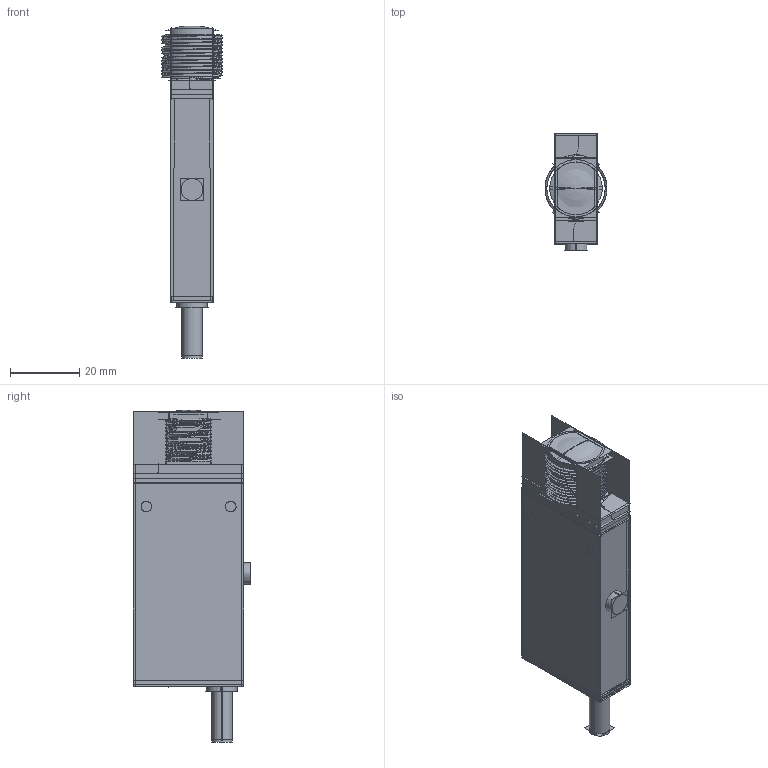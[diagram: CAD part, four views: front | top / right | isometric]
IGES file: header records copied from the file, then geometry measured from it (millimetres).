
Start section:  PTC IGES file: 188672.igs
Global section: file name: 188672.igs; native system: Creo Parametric by Parametric Technology Corporation; preprocessor: 2013230; author: pdmadmin; organization: Unknown; date: 20151015.090448; units: millimetre
Bounding box: 17.87 x 33.97 x 95.85 mm (x, y, z)
Volume: 9471.7 mm3; surface area: 93082.5 mm2
Topology: 8 solids, 8 shells, 976 faces, 4926 edges, 6138 vertices
Faces by surface type: bspline 604, revolution 372
